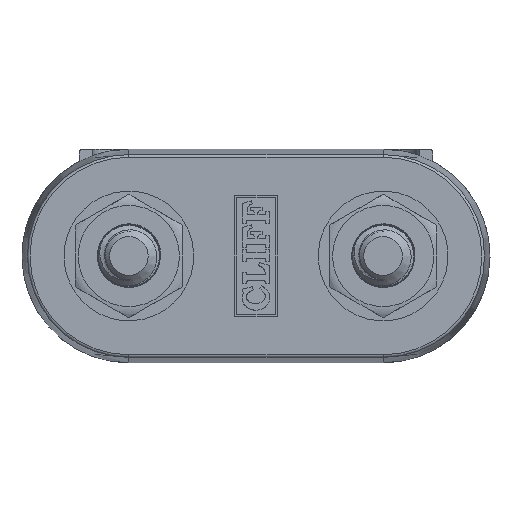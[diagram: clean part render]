
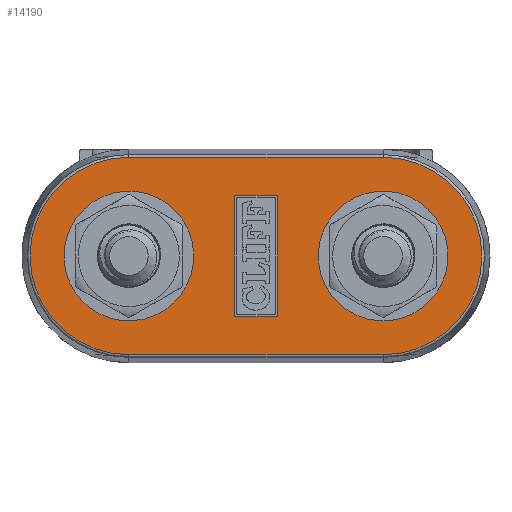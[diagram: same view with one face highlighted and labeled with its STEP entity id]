
A CAD part, front view. The second image highlights one B-rep face of the part: STEP entity #14190.
In plain terms, the highlighted planar face has unit normal (0, -1, 0).
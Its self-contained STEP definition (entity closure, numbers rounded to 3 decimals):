
#1067=LINE('',#37154,#2141);
#1068=LINE('',#37157,#2142);
#1069=LINE('',#37162,#2143);
#1070=LINE('',#37164,#2144);
#1071=LINE('',#37166,#2145);
#1072=LINE('',#37167,#2146);
#2141=VECTOR('',#16209,10.);
#2142=VECTOR('',#16212,10.);
#2143=VECTOR('',#16215,10.);
#2144=VECTOR('',#16216,10.);
#2145=VECTOR('',#16217,10.);
#2146=VECTOR('',#16218,10.);
#3287=FACE_BOUND('',#4271,.T.);
#3288=FACE_BOUND('',#4272,.T.);
#3289=FACE_BOUND('',#4273,.T.);
#3502=FACE_OUTER_BOUND('',#4270,.T.);
#4270=EDGE_LOOP('',(#9542,#9543,#9544,#9545));
#4271=EDGE_LOOP('',(#9546));
#4272=EDGE_LOOP('',(#9547,#9548,#9549,#9550));
#4273=EDGE_LOOP('',(#9551));
#4996=CIRCLE('',#14995,4.86);
#4997=CIRCLE('',#14997,7.397);
#4998=CIRCLE('',#14998,7.397);
#4999=CIRCLE('',#14999,4.86);
#5540=VERTEX_POINT('',#37146);
#5541=VERTEX_POINT('',#37150);
#5542=VERTEX_POINT('',#37151);
#5543=VERTEX_POINT('',#37153);
#5544=VERTEX_POINT('',#37155);
#5545=VERTEX_POINT('',#37158);
#5546=VERTEX_POINT('',#37160);
#5547=VERTEX_POINT('',#37161);
#5548=VERTEX_POINT('',#37163);
#5549=VERTEX_POINT('',#37165);
#7077=EDGE_CURVE('',#5540,#5540,#4996,.T.);
#7079=EDGE_CURVE('',#5541,#5542,#4997,.T.);
#7080=EDGE_CURVE('',#5543,#5541,#1067,.T.);
#7081=EDGE_CURVE('',#5544,#5543,#4998,.T.);
#7082=EDGE_CURVE('',#5542,#5544,#1068,.T.);
#7083=EDGE_CURVE('',#5545,#5545,#4999,.T.);
#7084=EDGE_CURVE('',#5546,#5547,#1069,.T.);
#7085=EDGE_CURVE('',#5547,#5548,#1070,.T.);
#7086=EDGE_CURVE('',#5548,#5549,#1071,.T.);
#7087=EDGE_CURVE('',#5549,#5546,#1072,.T.);
#9542=ORIENTED_EDGE('',*,*,#7079,.F.);
#9543=ORIENTED_EDGE('',*,*,#7080,.F.);
#9544=ORIENTED_EDGE('',*,*,#7081,.F.);
#9545=ORIENTED_EDGE('',*,*,#7082,.F.);
#9546=ORIENTED_EDGE('',*,*,#7083,.T.);
#9547=ORIENTED_EDGE('',*,*,#7084,.T.);
#9548=ORIENTED_EDGE('',*,*,#7085,.T.);
#9549=ORIENTED_EDGE('',*,*,#7086,.T.);
#9550=ORIENTED_EDGE('',*,*,#7087,.T.);
#9551=ORIENTED_EDGE('',*,*,#7077,.T.);
#12936=PLANE('',#14996);
#14190=ADVANCED_FACE('',(#3502,#3287,#3288,#3289),#12936,.T.);
#14995=AXIS2_PLACEMENT_3D('',#37147,#16202,#16203);
#14996=AXIS2_PLACEMENT_3D('',#37149,#16205,#16206);
#14997=AXIS2_PLACEMENT_3D('',#37152,#16207,#16208);
#14998=AXIS2_PLACEMENT_3D('',#37156,#16210,#16211);
#14999=AXIS2_PLACEMENT_3D('',#37159,#16213,#16214);
#16202=DIRECTION('center_axis',(0.,1.,0.));
#16203=DIRECTION('ref_axis',(-0.807,0.,-0.591));
#16205=DIRECTION('center_axis',(0.,-1.,0.));
#16206=DIRECTION('ref_axis',(0.,0.,1.));
#16207=DIRECTION('center_axis',(0.,1.,0.));
#16208=DIRECTION('ref_axis',(1.,0.,0.));
#16209=DIRECTION('',(1.,0.,0.));
#16210=DIRECTION('center_axis',(0.,1.,0.));
#16211=DIRECTION('ref_axis',(-1.,0.,0.));
#16212=DIRECTION('',(-1.,0.,0.));
#16213=DIRECTION('center_axis',(0.,1.,0.));
#16214=DIRECTION('ref_axis',(-0.959,0.,0.283));
#16215=DIRECTION('',(-1.,0.,0.));
#16216=DIRECTION('',(0.,0.,1.));
#16217=DIRECTION('',(1.,0.,0.));
#16218=DIRECTION('',(0.,0.,-1.));
#37146=CARTESIAN_POINT('',(13.445,-5.9,2.872));
#37147=CARTESIAN_POINT('Origin',(9.525,-5.9,0.));
#37149=CARTESIAN_POINT('Origin',(0.,-5.9,0.));
#37150=CARTESIAN_POINT('',(9.525,-5.9,7.397));
#37151=CARTESIAN_POINT('',(9.525,-5.9,-7.397));
#37152=CARTESIAN_POINT('Origin',(9.525,-5.9,0.));
#37153=CARTESIAN_POINT('',(-9.525,-5.9,7.397));
#37154=CARTESIAN_POINT('',(-4.763,-5.9,7.397));
#37155=CARTESIAN_POINT('',(-9.525,-5.9,-7.397));
#37156=CARTESIAN_POINT('Origin',(-9.525,-5.9,0.));
#37157=CARTESIAN_POINT('',(4.763,-5.9,-7.397));
#37158=CARTESIAN_POINT('',(-4.864,-5.9,-1.376));
#37159=CARTESIAN_POINT('Origin',(-9.525,-5.9,0.));
#37160=CARTESIAN_POINT('',(1.6,-5.9,-4.5));
#37161=CARTESIAN_POINT('',(-1.6,-5.9,-4.5));
#37162=CARTESIAN_POINT('',(-0.8,-5.9,-4.5));
#37163=CARTESIAN_POINT('',(-1.6,-5.9,4.5));
#37164=CARTESIAN_POINT('',(-1.6,-5.9,2.25));
#37165=CARTESIAN_POINT('',(1.6,-5.9,4.5));
#37166=CARTESIAN_POINT('',(0.8,-5.9,4.5));
#37167=CARTESIAN_POINT('',(1.6,-5.9,-2.25));
